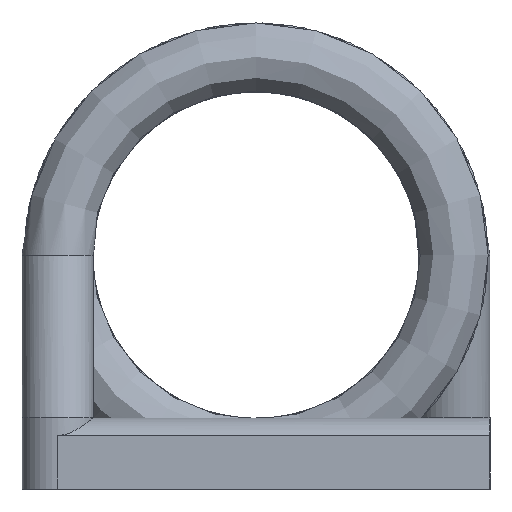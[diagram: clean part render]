
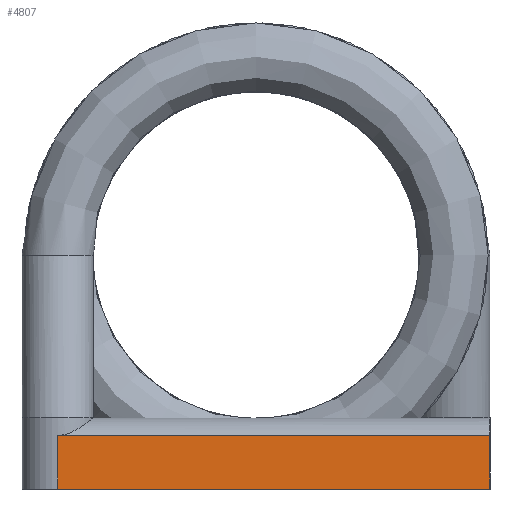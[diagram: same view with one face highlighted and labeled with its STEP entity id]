
A CAD part, left-side view. The second image highlights one B-rep face of the part: STEP entity #4807.
In plain terms, the highlighted planar face has unit normal (-1, 0, 0).
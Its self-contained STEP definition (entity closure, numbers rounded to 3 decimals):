
#4394=DIRECTION('',(0.,1.,0.));
#4578=VERTEX_POINT('',#4579);
#4579=CARTESIAN_POINT('',(-7.178,3.173,0.859));
#4642=ORIENTED_EDGE('',*,*,#4643,.T.);
#4643=EDGE_CURVE('',#4578,#4644,#4646,.T.);
#4644=VERTEX_POINT('',#4645);
#4645=CARTESIAN_POINT('',(-7.178,3.173,0.));
#4646=LINE('',#4579,#4647);
#4647=VECTOR('',#4648,1.);
#4648=DIRECTION('',(0.,0.,-1.));
#4792=VERTEX_POINT('',#4793);
#4793=CARTESIAN_POINT('',(-7.178,-3.745,0.859));
#4802=VECTOR('',#4394,1.);
#4804=EDGE_CURVE('',#4792,#4578,#4805,.T.);
#4805=LINE('',#4793,#4802);
#4807=ADVANCED_FACE('',(#4808),#4819,.T.);
#4808=FACE_BOUND('',#4809,.T.);
#4809=EDGE_LOOP('',(#4810,#4642,#4811,#4816));
#4810=ORIENTED_EDGE('',*,*,#4804,.T.);
#4811=ORIENTED_EDGE('',*,*,#4812,.F.);
#4812=EDGE_CURVE('',#4813,#4644,#4815,.T.);
#4813=VERTEX_POINT('',#4814);
#4814=CARTESIAN_POINT('',(-7.178,-3.745,0.));
#4815=LINE('',#4814,#4802);
#4816=ORIENTED_EDGE('',*,*,#4817,.F.);
#4817=EDGE_CURVE('',#4792,#4813,#4818,.T.);
#4818=LINE('',#4793,#4647);
#4819=PLANE('',#4820);
#4820=AXIS2_PLACEMENT_3D('',#4793,#4821,#4648);
#4821=DIRECTION('',(-1.,0.,0.));
